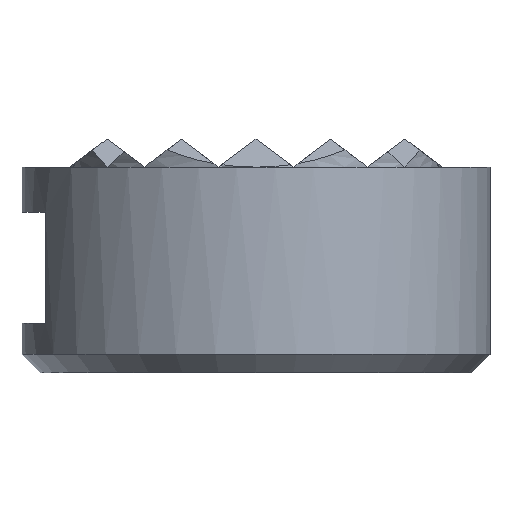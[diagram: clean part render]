
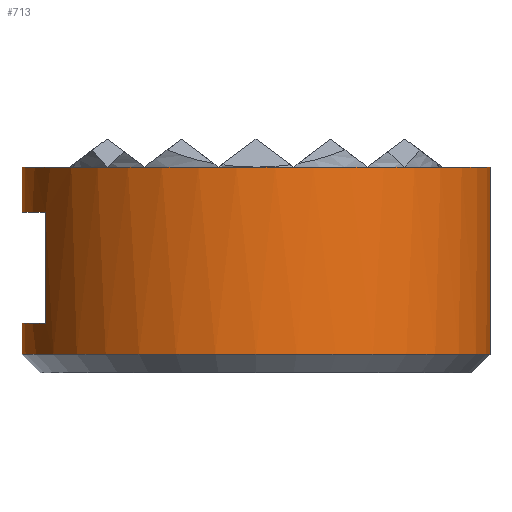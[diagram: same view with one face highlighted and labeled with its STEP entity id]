
A CAD part, front view. The second image highlights one B-rep face of the part: STEP entity #713.
In plain terms, the highlighted cylindrical face has radius 10 mm (diameter 20 mm), a partial arc.
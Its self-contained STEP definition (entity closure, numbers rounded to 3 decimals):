
#649=EDGE_CURVE('',#659,#729,#1607,.T.);
#659=VERTEX_POINT('',#1617);
#661=EDGE_CURVE('',#679,#667,#1619,.T.);
#667=VERTEX_POINT('',#1626);
#673=EDGE_CURVE('',#679,#1159,#1632,.T.);
#679=VERTEX_POINT('',#1639);
#693=EDGE_CURVE('',#1159,#1171,#1654,.T.);
#703=EDGE_CURVE('',#1171,#1185,#1665,.T.);
#713=ADVANCED_FACE('',(#1677),#1678,.T.);
#717=EDGE_CURVE('',#1223,#721,#1682,.T.);
#721=VERTEX_POINT('',#1686);
#729=VERTEX_POINT('',#1694);
#1125=EDGE_CURVE('',#667,#659,#2140,.T.);
#1159=VERTEX_POINT('',#2185);
#1171=VERTEX_POINT('',#2198);
#1181=EDGE_CURVE('',#1185,#721,#2208,.T.);
#1185=VERTEX_POINT('',#2212);
#1207=EDGE_CURVE('',#1223,#729,#2237,.T.);
#1223=VERTEX_POINT('',#2253);
#1607=CIRCLE('',#2731,10.0);
#1617=CARTESIAN_POINT('',(-9.0,-4.359,2.125));
#1619=CIRCLE('',#2749,10.0);
#1626=CARTESIAN_POINT('',(-9.0,-4.359,6.875));
#1632=LINE('',#2768,#2769);
#1639=CARTESIAN_POINT('',(-10.,0.,6.875));
#1654=CIRCLE('',#2799,10.0);
#1665=CIRCLE('',#2817,10.0);
#1677=FACE_OUTER_BOUND('',#2833,.T.);
#1678=CYLINDRICAL_SURFACE('',#2834,10.0);
#1682=CIRCLE('',#2839,10.0);
#1686=CARTESIAN_POINT('',(10.,0.,0.8));
#1694=CARTESIAN_POINT('',(-10.,0.,2.125));
#2140=LINE('',#3472,#3473);
#2185=CARTESIAN_POINT('',(-10.,0.,8.8));
#2198=CARTESIAN_POINT('',(8.789,-4.77,8.8));
#2208=LINE('',#3552,#3553);
#2212=CARTESIAN_POINT('',(10.,0.,8.8));
#2237=LINE('',#3593,#3594);
#2253=CARTESIAN_POINT('',(-10.,0.,0.8));
#2731=AXIS2_PLACEMENT_3D('',#4123,#4124,#4125);
#2749=AXIS2_PLACEMENT_3D('',#4131,#4132,#4133);
#2768=CARTESIAN_POINT('',(-10.,0.,4.8));
#2769=VECTOR('',#4146,1.0);
#2799=AXIS2_PLACEMENT_3D('',#4167,#4168,#4169);
#2817=AXIS2_PLACEMENT_3D('',#4182,#4183,#4184);
#2833=EDGE_LOOP('',(#4203,#4204,#4205,#4206,#4207,#4208,#4209,#4210,#4211));
#2834=AXIS2_PLACEMENT_3D('',#4212,#4213,#4214);
#2839=AXIS2_PLACEMENT_3D('',#4215,#4216,#4217);
#3472=CARTESIAN_POINT('',(-9.0,-4.359,4.8));
#3473=VECTOR('',#4770,1.0);
#3552=CARTESIAN_POINT('',(10.,0.,4.8));
#3553=VECTOR('',#4880,1.0);
#3593=CARTESIAN_POINT('',(-10.,0.,4.8));
#3594=VECTOR('',#4912,1.0);
#4123=CARTESIAN_POINT('',(0.,0.,2.125));
#4124=DIRECTION('',(0.0,0.,-1.0));
#4125=DIRECTION('',(-1.0,0.,0.));
#4131=CARTESIAN_POINT('',(0.,0.,6.875));
#4132=DIRECTION('',(0.0,0.,1.0));
#4133=DIRECTION('',(-1.0,0.,0.));
#4146=DIRECTION('',(0.,0.,1.0));
#4167=CARTESIAN_POINT('',(0.,0.,8.8));
#4168=DIRECTION('',(0.,0.,1.0));
#4169=DIRECTION('',(-1.0,0.,0.));
#4182=CARTESIAN_POINT('',(0.,0.,8.8));
#4183=DIRECTION('',(0.,0.,1.0));
#4184=DIRECTION('',(-1.0,0.,0.));
#4203=ORIENTED_EDGE('',*,*,#1207,.F.);
#4204=ORIENTED_EDGE('',*,*,#717,.T.);
#4205=ORIENTED_EDGE('',*,*,#1181,.F.);
#4206=ORIENTED_EDGE('',*,*,#703,.F.);
#4207=ORIENTED_EDGE('',*,*,#693,.F.);
#4208=ORIENTED_EDGE('',*,*,#673,.F.);
#4209=ORIENTED_EDGE('',*,*,#661,.T.);
#4210=ORIENTED_EDGE('',*,*,#1125,.T.);
#4211=ORIENTED_EDGE('',*,*,#649,.T.);
#4212=CARTESIAN_POINT('',(0.,0.,4.8));
#4213=DIRECTION('',(0.,0.,-1.0));
#4214=DIRECTION('',(-1.0,0.,0.));
#4215=CARTESIAN_POINT('',(0.,0.,0.8));
#4216=DIRECTION('',(0.,0.,1.0));
#4217=DIRECTION('',(-1.0,0.,0.));
#4770=DIRECTION('',(0.,0.,-1.0));
#4880=DIRECTION('',(0.,0.,-1.0));
#4912=DIRECTION('',(0.,0.,1.0));
